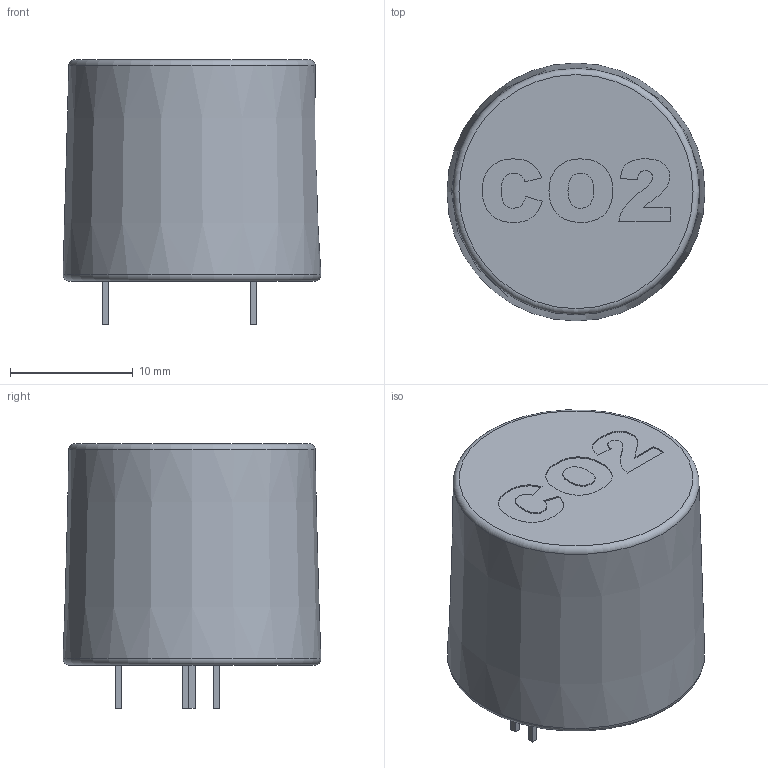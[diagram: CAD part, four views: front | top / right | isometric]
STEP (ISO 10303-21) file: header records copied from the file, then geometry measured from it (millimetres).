
FILE_DESCRIPTION(/* description */ (''),/* implementation_level */ '2;1');
FILE_NAME(/* name */ 'GSS_CO2.step',/* time_stamp */ '2024-01-03T16:13:21+08:00',/* author */ (''),/* organization */ (''),/* preprocessor_version */ 'ST-DEVELOPER v20',/* originating_system */ 'Autodesk Translation Framework v12.14.0.127',/* authorisation */ '');
FILE_SCHEMA (('AUTOMOTIVE_DESIGN { 1 0 10303 214 3 1 1 }'));
Length unit declared in the file: millimetre
Products named in the file (2): GSS_CO2; 零部件1
Assembly tree (1 placements, depth 2):
  GSS_CO2
    零部件1
Bounding box: 20.97 x 20.97 x 21.5 mm (x, y, z)
Volume: 5933.7 mm3; surface area: 1836.8 mm2
Topology: 5 solids, 5 shells, 221 faces, 589 edges, 392 vertices
Faces by surface type: plane 115, bspline 103, torus 2, cone 1
Entity records: 7843 total; most frequent: CARTESIAN_POINT 2956, ORIENTED_EDGE 1178, DIRECTION 631, EDGE_CURVE 589, VERTEX_POINT 392, LINE 377, VECTOR 377, EDGE_LOOP 235
